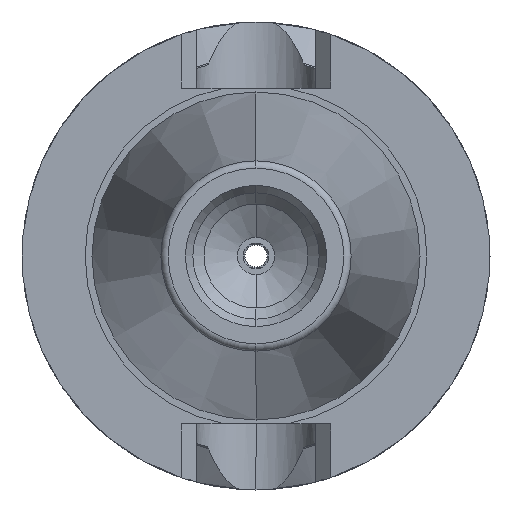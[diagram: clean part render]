
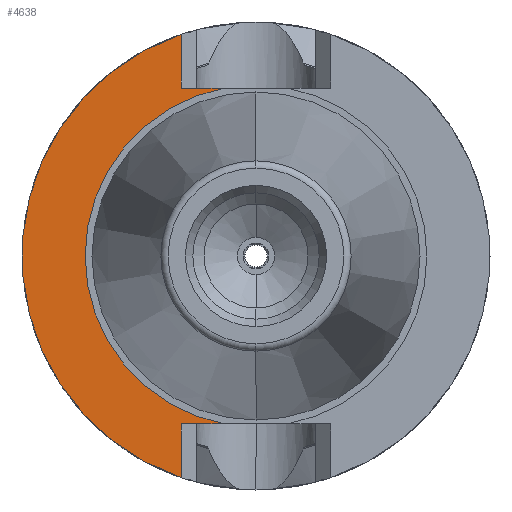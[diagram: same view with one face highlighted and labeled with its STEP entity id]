
A CAD part, left-side view. The second image highlights one B-rep face of the part: STEP entity #4638.
In plain terms, the highlighted planar face has unit normal (-1, 0, 0).
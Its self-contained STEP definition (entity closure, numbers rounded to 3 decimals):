
#262 = EDGE_CURVE ( 'NONE', #3493, #2583, #1867, .T. ) ;
#342 = LINE ( 'NONE', #4314, #2885 ) ;
#357 = CARTESIAN_POINT ( 'NONE',  ( 1., 0., 0. ) ) ;
#690 = DIRECTION ( 'NONE',  ( 0., -1., 0. ) ) ;
#874 = LINE ( 'NONE', #4838, #2225 ) ;
#904 = CARTESIAN_POINT ( 'NONE',  ( 1., 10.05, 22.6 ) ) ;
#909 = DIRECTION ( 'NONE',  ( -1., 0., 0. ) ) ;
#925 = CARTESIAN_POINT ( 'NONE',  ( 1., 10.05, 29.854 ) ) ;
#970 = CARTESIAN_POINT ( 'NONE',  ( 1., 0., 0. ) ) ;
#1479 = CARTESIAN_POINT ( 'NONE',  ( 1., 10.05, 0. ) ) ;
#1526 = DIRECTION ( 'NONE',  ( 0., 1., 0. ) ) ;
#1867 = LINE ( 'NONE', #1479, #3106 ) ;
#1932 = PLANE ( 'NONE',  #6002 ) ;
#1996 = CARTESIAN_POINT ( 'NONE',  ( 1., 10.05, 0. ) ) ;
#2187 = DIRECTION ( 'NONE',  ( 0., 0., -1. ) ) ;
#2213 = AXIS2_PLACEMENT_3D ( 'NONE', #970, #6360, #2462 ) ;
#2225 = VECTOR ( 'NONE', #1526, 1000. ) ;
#2273 = DIRECTION ( 'NONE',  ( 1., 0., 0. ) ) ;
#2352 = LINE ( 'NONE', #1996, #5063 ) ;
#2462 = DIRECTION ( 'NONE',  ( 0., 0., 1. ) ) ;
#2493 = EDGE_CURVE ( 'NONE', #3493, #5949, #342, .T. ) ;
#2583 = VERTEX_POINT ( 'NONE', #925 ) ;
#2697 = EDGE_CURVE ( 'NONE', #5949, #5979, #4875, .T. ) ;
#2865 = AXIS2_PLACEMENT_3D ( 'NONE', #3528, #909, #3404 ) ;
#2885 = VECTOR ( 'NONE', #690, 1000. ) ;
#3106 = VECTOR ( 'NONE', #5834, 1000. ) ;
#3395 = CIRCLE ( 'NONE', #2865, 31.5 ) ;
#3404 = DIRECTION ( 'NONE',  ( 0., 0., 1. ) ) ;
#3493 = VERTEX_POINT ( 'NONE', #904 ) ;
#3528 = CARTESIAN_POINT ( 'NONE',  ( 1., 0., 0. ) ) ;
#3944 = CARTESIAN_POINT ( 'NONE',  ( 1., 10.05, -22.6 ) ) ;
#3996 = CARTESIAN_POINT ( 'NONE',  ( 1., 10.05, -29.854 ) ) ;
#4129 = EDGE_CURVE ( 'NONE', #2583, #5415, #3395, .T. ) ;
#4242 = DIRECTION ( 'NONE',  ( 0., 0., 1. ) ) ;
#4314 = CARTESIAN_POINT ( 'NONE',  ( 1., -8.05, 22.6 ) ) ;
#4382 = ORIENTED_EDGE ( 'NONE', *, *, #4625, .T. ) ;
#4625 = EDGE_CURVE ( 'NONE', #5415, #5039, #2352, .T. ) ;
#4638 = ADVANCED_FACE ( 'NONE', ( #5786 ), #1932, .F. ) ;
#4768 = ORIENTED_EDGE ( 'NONE', *, *, #4129, .T. ) ;
#4838 = CARTESIAN_POINT ( 'NONE',  ( 1., -8.05, -22.6 ) ) ;
#4848 = CARTESIAN_POINT ( 'NONE',  ( 1., 4.271, -22.6 ) ) ;
#4875 = CIRCLE ( 'NONE', #2213, 23. ) ;
#5039 = VERTEX_POINT ( 'NONE', #3944 ) ;
#5063 = VECTOR ( 'NONE', #4242, 1000. ) ;
#5264 = ORIENTED_EDGE ( 'NONE', *, *, #262, .T. ) ;
#5301 = EDGE_LOOP ( 'NONE', ( #6509, #5380, #5264, #4768, #4382, #5532 ) ) ;
#5335 = CARTESIAN_POINT ( 'NONE',  ( 1., 4.271, 22.6 ) ) ;
#5380 = ORIENTED_EDGE ( 'NONE', *, *, #2493, .F. ) ;
#5415 = VERTEX_POINT ( 'NONE', #3996 ) ;
#5532 = ORIENTED_EDGE ( 'NONE', *, *, #6273, .F. ) ;
#5786 = FACE_OUTER_BOUND ( 'NONE', #5301, .T. ) ;
#5834 = DIRECTION ( 'NONE',  ( 0., 0., 1. ) ) ;
#5949 = VERTEX_POINT ( 'NONE', #5335 ) ;
#5979 = VERTEX_POINT ( 'NONE', #4848 ) ;
#6002 = AXIS2_PLACEMENT_3D ( 'NONE', #357, #2273, #2187 ) ;
#6273 = EDGE_CURVE ( 'NONE', #5979, #5039, #874, .T. ) ;
#6360 = DIRECTION ( 'NONE',  ( -1., 0., 0. ) ) ;
#6509 = ORIENTED_EDGE ( 'NONE', *, *, #2697, .F. ) ;
